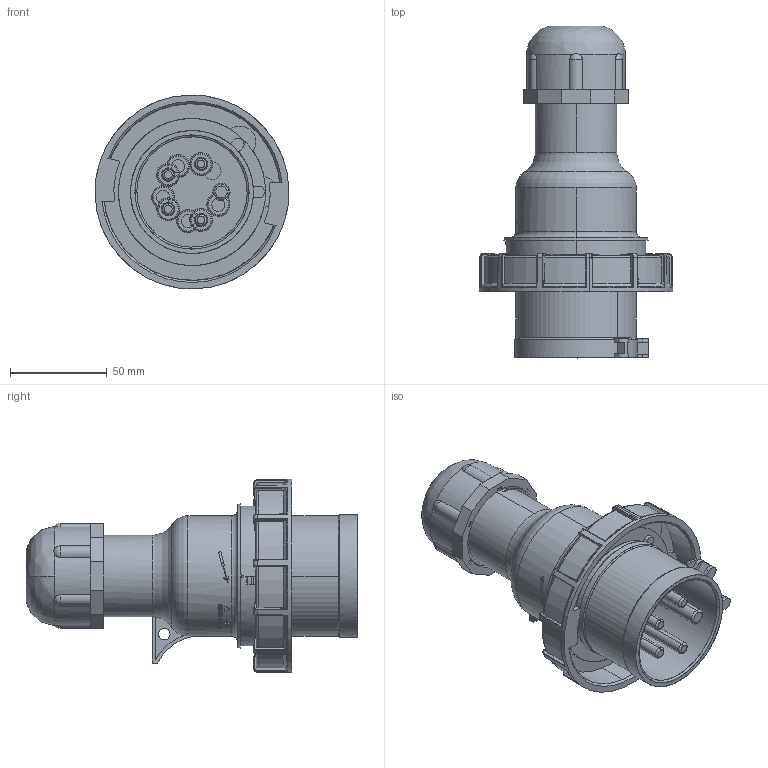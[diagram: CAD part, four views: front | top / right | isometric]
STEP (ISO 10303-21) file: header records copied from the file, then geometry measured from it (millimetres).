
FILE_DESCRIPTION((''),'2;1');
FILE_NAME('00_ASM','2021-10-13T14:03:00',('Administrator'),(''),'CREO PARAMETRIC BY PTC INC, 2021063','CREO PARAMETRIC BY PTC INC, 2021063','');
FILE_SCHEMA(('AUTOMOTIVE_DESIGN { 1 0 10303 214 1 1 1 1 }'));
Products named in the file (9): 32A5K00; 00; 32A5K000; WEISAI; XIANZHUA; LUOMU; 8__0001; 6__0001; 00_ASM
Assembly tree (12 placements, depth 2):
  00_ASM
    32A5K00  x2
    00
    32A5K000
    WEISAI
    XIANZHUA
    LUOMU
    8__0001
    6__0001  x4
Bounding box: 100.14 x 171.37 x 100.14 mm (x, y, z)
Volume: 224221.2 mm3; surface area: 184484.3 mm2
Topology: 12 solids, 12 shells, 1713 faces, 6207 edges, 4821 vertices
Faces by surface type: plane 895, cylinder 367, cone 233, bspline 114, torus 98, sphere 6
Entity records: 73420 total; most frequent: CARTESIAN_POINT 24472, ORIENTED_EDGE 7778, DIRECTION 7754, EDGE_CURVE 3889, VECTOR 2686, LINE 2686, AXIS2_PLACEMENT_3D 2534, VERTEX_POINT 2514
